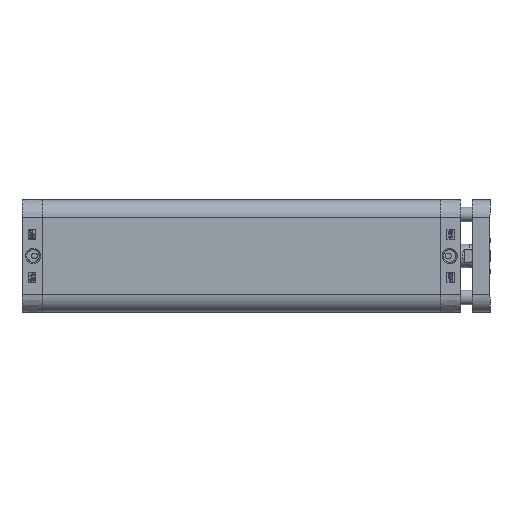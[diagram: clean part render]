
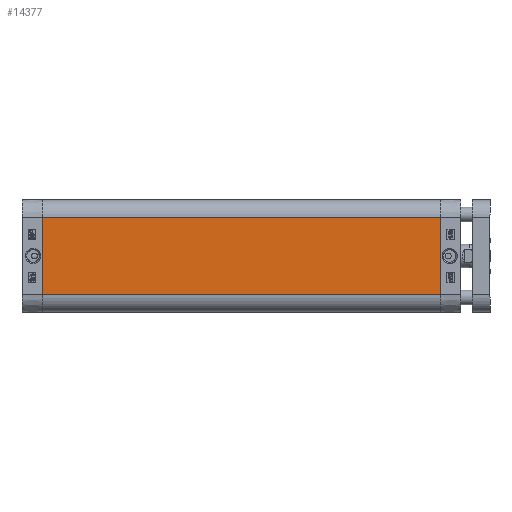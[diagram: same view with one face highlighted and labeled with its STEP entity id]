
A CAD part, left-side view. The second image highlights one B-rep face of the part: STEP entity #14377.
In plain terms, the highlighted planar face has unit normal (-1, 0, 0).
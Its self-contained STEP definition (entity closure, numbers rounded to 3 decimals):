
#2633=CARTESIAN_POINT('',(-38.5,0.0,26.5));
#2634=VERTEX_POINT('',#2633);
#3231=CARTESIAN_POINT('',(-38.5,0.0,-26.5));
#3232=VERTEX_POINT('',#3231);
#10001=CARTESIAN_POINT('',(-38.5,0.0,-26.5));
#10002=DIRECTION('',(0.0,0.0,1.0));
#10003=VECTOR('',#10002,53.0);
#10004=LINE('',#10001,#10003);
#10005=EDGE_CURVE('',#3232,#2634,#10004,.T.);
#14334=CARTESIAN_POINT('',(-38.5,-271.5,26.5));
#14335=VERTEX_POINT('',#14334);
#14345=CARTESIAN_POINT('',(-38.5,0.0,26.5));
#14346=DIRECTION('',(0.0,-1.0,0.0));
#14347=VECTOR('',#14346,271.5);
#14348=LINE('',#14345,#14347);
#14349=EDGE_CURVE('',#2634,#14335,#14348,.T.);
#14354=CARTESIAN_POINT('',(-38.5,0.0,-26.5));
#14355=DIRECTION('',(-1.0,0.0,0.0));
#14356=DIRECTION('',(0.0,0.0,1.0));
#14357=AXIS2_PLACEMENT_3D('',#14354,#14355,#14356);
#14358=PLANE('',#14357);
#14359=CARTESIAN_POINT('',(-38.5,-271.5,-26.5));
#14360=VERTEX_POINT('',#14359);
#14361=CARTESIAN_POINT('',(-38.5,-271.5,-26.5));
#14362=DIRECTION('',(0.0,0.0,1.0));
#14363=VECTOR('',#14362,53.0);
#14364=LINE('',#14361,#14363);
#14365=EDGE_CURVE('',#14360,#14335,#14364,.T.);
#14366=ORIENTED_EDGE('',*,*,#14365,.T.);
#14367=ORIENTED_EDGE('',*,*,#14349,.F.);
#14368=ORIENTED_EDGE('',*,*,#10005,.F.);
#14369=CARTESIAN_POINT('',(-38.5,0.0,-26.5));
#14370=DIRECTION('',(0.0,-1.0,0.0));
#14371=VECTOR('',#14370,271.5);
#14372=LINE('',#14369,#14371);
#14373=EDGE_CURVE('',#3232,#14360,#14372,.T.);
#14374=ORIENTED_EDGE('',*,*,#14373,.T.);
#14375=EDGE_LOOP('',(#14366,#14367,#14368,#14374));
#14376=FACE_OUTER_BOUND('',#14375,.T.);
#14377=ADVANCED_FACE('',(#14376),#14358,.T.);
